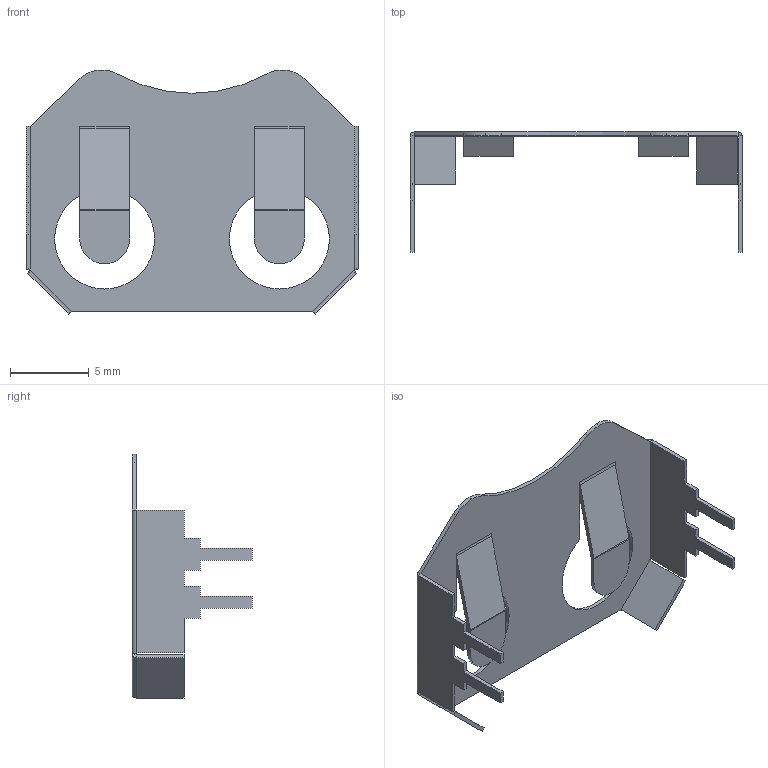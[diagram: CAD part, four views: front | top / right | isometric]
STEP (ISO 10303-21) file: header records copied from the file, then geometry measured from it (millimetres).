
FILE_DESCRIPTION((''),'2;1');
FILE_NAME('C-BAT-HLD-001-THM-TR','2023-09-08T09:12:08',('workeradm'),('TE Connectivity Ltd.'),'CREO PARAMETRIC BY PTC INC, 2021072','CREO PARAMETRIC BY PTC INC, 2021072','');
FILE_SCHEMA(('AUTOMOTIVE_DESIGN { 1 0 10303 214 1 1 1 1 }'));
Length unit declared in the file: millimetre
Products named in the file (1): C-BAT-HLD-001-THM-TR
Bounding box: 21.08 x 7.62 x 15.49 mm (x, y, z)
Volume: 88.8 mm3; surface area: 753.9 mm2
Topology: 1 solids, 1 shells, 129 faces, 326 edges, 200 vertices
Faces by surface type: plane 106, cylinder 19, bspline 4
Entity records: 4049 total; most frequent: CARTESIAN_POINT 776, ORIENTED_EDGE 652, DIRECTION 614, EDGE_CURVE 326, VECTOR 280, LINE 280, VERTEX_POINT 200, AXIS2_PLACEMENT_3D 167
